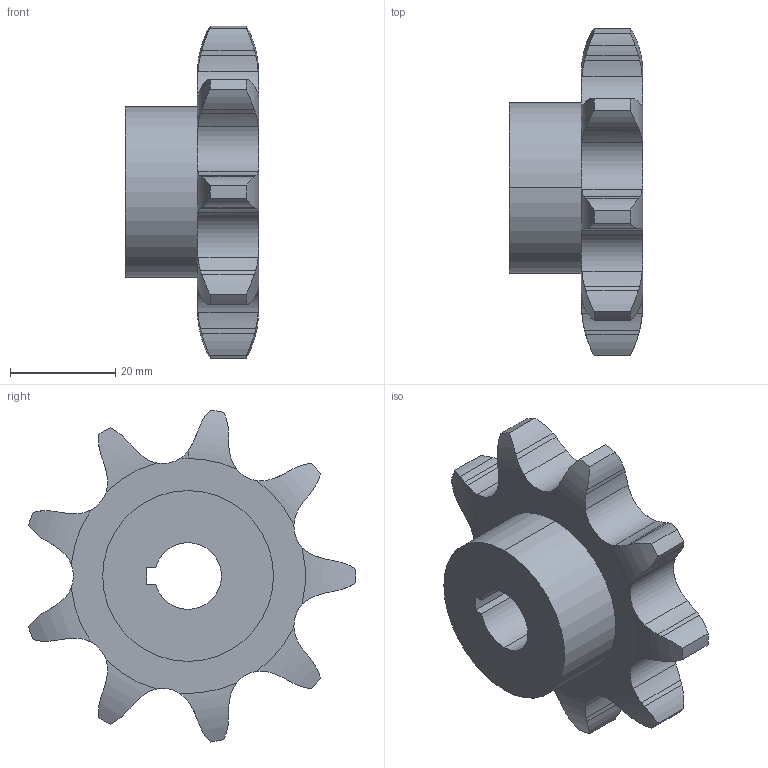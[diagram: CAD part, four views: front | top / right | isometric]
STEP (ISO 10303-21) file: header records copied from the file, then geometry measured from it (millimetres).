
FILE_DESCRIPTION (( 'STEP AP203' ), '1' );
FILE_NAME ('No. 60 Eccentric Drive Sprocket - 9T.STEP', '2014-11-30T22:43:30', ( '' ), ( '' ), 'SwSTEP 2.0', 'SolidWorks 2014', '' );
FILE_SCHEMA (( 'CONFIG_CONTROL_DESIGN' ));
Length unit declared in the file: inch
Products named in the file (1): No. 60 Eccentric Drive Sprocket - 9T
Bounding box: 25.4 x 62.27 x 63.21 mm (x, y, z)
Volume: 31907.4 mm3; surface area: 9162.5 mm2
Topology: 1 solids, 1 shells, 107 faces, 312 edges, 208 vertices
Faces by surface type: cylinder 63, plane 24, torus 20
Entity records: 3979 total; most frequent: CARTESIAN_POINT 1292, ORIENTED_EDGE 624, DIRECTION 446, EDGE_CURVE 312, VERTEX_POINT 208, AXIS2_PLACEMENT_3D 178, B_SPLINE_CURVE_WITH_KNOTS 152, EDGE_LOOP 110
